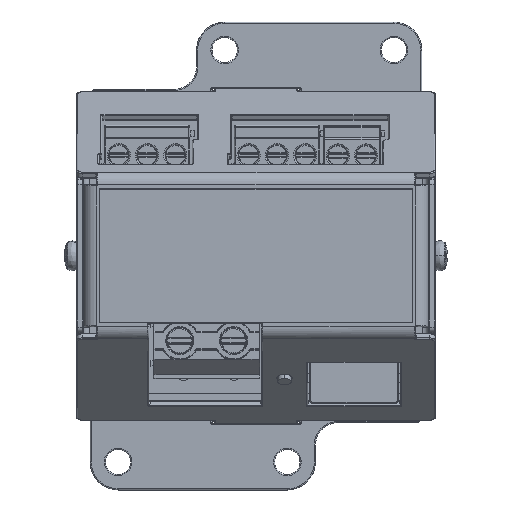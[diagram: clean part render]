
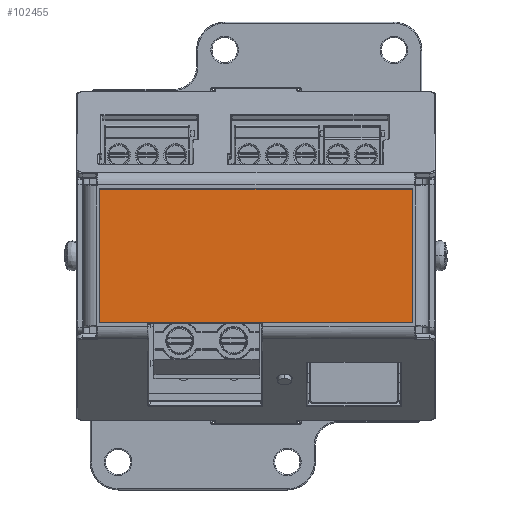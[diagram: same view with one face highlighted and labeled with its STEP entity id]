
A CAD part, top view. The second image highlights one B-rep face of the part: STEP entity #102455.
In plain terms, the highlighted planar face has unit normal (0, 0, 1).
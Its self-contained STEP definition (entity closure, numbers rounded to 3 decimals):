
#2850 = AXIS2_PLACEMENT_3D ( 'NONE', #81043, #55217, #30518 ) ;
#3822 = LINE ( 'NONE', #56393, #103939 ) ;
#10437 = DIRECTION ( 'NONE',  ( -1., 0., 0. ) ) ;
#10557 = ORIENTED_EDGE ( 'NONE', *, *, #67595, .F. ) ;
#14865 = EDGE_CURVE ( 'NONE', #71784, #40384, #61158, .T. ) ;
#17986 = CARTESIAN_POINT ( 'NONE',  ( 27.9, -11.9, 31.103 ) ) ;
#30518 = DIRECTION ( 'NONE',  ( -1., 0., 0. ) ) ;
#35337 = VERTEX_POINT ( 'NONE', #17986 ) ;
#40384 = VERTEX_POINT ( 'NONE', #89360 ) ;
#42636 = VECTOR ( 'NONE', #75248, 1000. ) ;
#44765 = CARTESIAN_POINT ( 'NONE',  ( -28., -11.9, 31.103 ) ) ;
#47127 = PLANE ( 'NONE',  #2850 ) ;
#47818 = LINE ( 'NONE', #44765, #104425 ) ;
#55217 = DIRECTION ( 'NONE',  ( 0., 0., -1. ) ) ;
#56393 = CARTESIAN_POINT ( 'NONE',  ( -28., 11.9, 31.103 ) ) ;
#60014 = VECTOR ( 'NONE', #106642, 1000. ) ;
#61158 = LINE ( 'NONE', #74887, #42636 ) ;
#65111 = CARTESIAN_POINT ( 'NONE',  ( 27.9, 12., 31.103 ) ) ;
#65663 = DIRECTION ( 'NONE',  ( 1., 0., 0. ) ) ;
#65866 = EDGE_CURVE ( 'NONE', #73887, #35337, #98199, .T. ) ;
#67595 = EDGE_CURVE ( 'NONE', #35337, #71784, #47818, .T. ) ;
#69348 = ORIENTED_EDGE ( 'NONE', *, *, #75957, .F. ) ;
#69411 = ORIENTED_EDGE ( 'NONE', *, *, #14865, .F. ) ;
#71784 = VERTEX_POINT ( 'NONE', #93528 ) ;
#73887 = VERTEX_POINT ( 'NONE', #96337 ) ;
#74887 = CARTESIAN_POINT ( 'NONE',  ( -27.9, 12., 31.103 ) ) ;
#75248 = DIRECTION ( 'NONE',  ( 0., 1., 0. ) ) ;
#75957 = EDGE_CURVE ( 'NONE', #40384, #73887, #3822, .T. ) ;
#81043 = CARTESIAN_POINT ( 'NONE',  ( 0., 0., 31.103 ) ) ;
#82276 = ORIENTED_EDGE ( 'NONE', *, *, #65866, .F. ) ;
#89360 = CARTESIAN_POINT ( 'NONE',  ( -27.9, 11.9, 31.103 ) ) ;
#93528 = CARTESIAN_POINT ( 'NONE',  ( -27.9, -11.9, 31.103 ) ) ;
#96251 = FACE_OUTER_BOUND ( 'NONE', #102223, .T. ) ;
#96337 = CARTESIAN_POINT ( 'NONE',  ( 27.9, 11.9, 31.103 ) ) ;
#98199 = LINE ( 'NONE', #65111, #60014 ) ;
#102223 = EDGE_LOOP ( 'NONE', ( #82276, #69348, #69411, #10557 ) ) ;
#102455 = ADVANCED_FACE ( 'NONE', ( #96251 ), #47127, .F. ) ;
#103939 = VECTOR ( 'NONE', #65663, 1000. ) ;
#104425 = VECTOR ( 'NONE', #10437, 1000. ) ;
#106642 = DIRECTION ( 'NONE',  ( 0., -1., 0. ) ) ;
